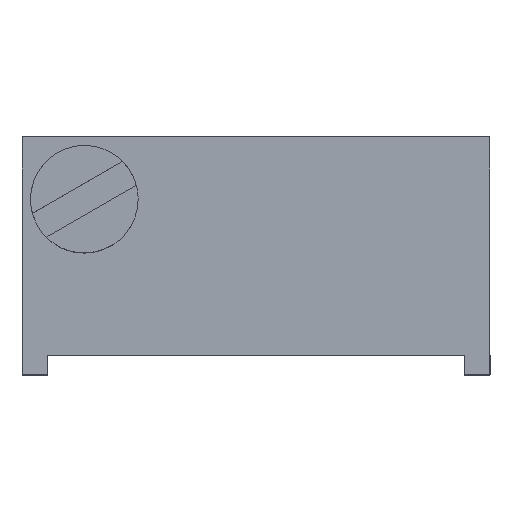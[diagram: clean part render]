
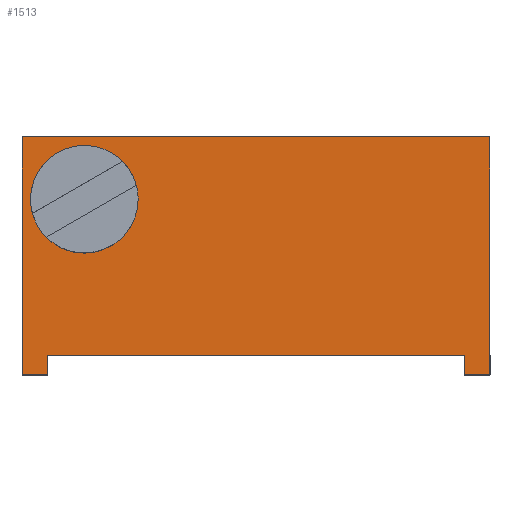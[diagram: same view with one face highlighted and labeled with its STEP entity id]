
A CAD part, top view. The second image highlights one B-rep face of the part: STEP entity #1513.
In plain terms, the highlighted planar face has unit normal (0, 0, 1).
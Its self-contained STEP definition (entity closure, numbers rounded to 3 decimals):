
#70 = VERTEX_POINT('',#71);
#71 = CARTESIAN_POINT('',(0.,0.,10.03));
#111 = VERTEX_POINT('',#112);
#112 = CARTESIAN_POINT('',(9.53,0.,10.03));
#118 = EDGE_CURVE('',#111,#70,#119,.T.);
#119 = LINE('',#120,#121);
#120 = CARTESIAN_POINT('',(9.53,0.,10.03));
#121 = VECTOR('',#122,1.);
#122 = DIRECTION('',(-1.,0.,0.));
#1469 = EDGE_CURVE('',#70,#1470,#1472,.T.);
#1470 = VERTEX_POINT('',#1471);
#1471 = CARTESIAN_POINT('',(0.,-4.83,10.03));
#1472 = LINE('',#1473,#1474);
#1473 = CARTESIAN_POINT('',(0.,0.,10.03));
#1474 = VECTOR('',#1475,1.);
#1475 = DIRECTION('',(0.,-1.,0.));
#1513 = ADVANCED_FACE('',(#1514),#1564,.F.);
#1514 = FACE_BOUND('',#1515,.F.);
#1515 = EDGE_LOOP('',(#1516,#1517,#1525,#1533,#1541,#1549,#1557,#1563));
#1516 = ORIENTED_EDGE('',*,*,#118,.F.);
#1517 = ORIENTED_EDGE('',*,*,#1518,.T.);
#1518 = EDGE_CURVE('',#111,#1519,#1521,.T.);
#1519 = VERTEX_POINT('',#1520);
#1520 = CARTESIAN_POINT('',(9.53,-4.83,10.03));
#1521 = LINE('',#1522,#1523);
#1522 = CARTESIAN_POINT('',(9.53,0.,10.03));
#1523 = VECTOR('',#1524,1.);
#1524 = DIRECTION('',(0.,-1.,0.));
#1525 = ORIENTED_EDGE('',*,*,#1526,.T.);
#1526 = EDGE_CURVE('',#1519,#1527,#1529,.T.);
#1527 = VERTEX_POINT('',#1528);
#1528 = CARTESIAN_POINT('',(9.02,-4.83,10.03));
#1529 = LINE('',#1530,#1531);
#1530 = CARTESIAN_POINT('',(9.53,-4.83,10.03));
#1531 = VECTOR('',#1532,1.);
#1532 = DIRECTION('',(-1.,0.,0.));
#1533 = ORIENTED_EDGE('',*,*,#1534,.T.);
#1534 = EDGE_CURVE('',#1527,#1535,#1537,.T.);
#1535 = VERTEX_POINT('',#1536);
#1536 = CARTESIAN_POINT('',(9.02,-4.44,10.03));
#1537 = LINE('',#1538,#1539);
#1538 = CARTESIAN_POINT('',(9.02,-4.83,10.03));
#1539 = VECTOR('',#1540,1.);
#1540 = DIRECTION('',(0.,1.,0.));
#1541 = ORIENTED_EDGE('',*,*,#1542,.F.);
#1542 = EDGE_CURVE('',#1543,#1535,#1545,.T.);
#1543 = VERTEX_POINT('',#1544);
#1544 = CARTESIAN_POINT('',(0.51,-4.44,10.03));
#1545 = LINE('',#1546,#1547);
#1546 = CARTESIAN_POINT('',(0.51,-4.44,10.03));
#1547 = VECTOR('',#1548,1.);
#1548 = DIRECTION('',(1.,0.,0.));
#1549 = ORIENTED_EDGE('',*,*,#1550,.F.);
#1550 = EDGE_CURVE('',#1551,#1543,#1553,.T.);
#1551 = VERTEX_POINT('',#1552);
#1552 = CARTESIAN_POINT('',(0.51,-4.83,10.03));
#1553 = LINE('',#1554,#1555);
#1554 = CARTESIAN_POINT('',(0.51,-4.83,10.03));
#1555 = VECTOR('',#1556,1.);
#1556 = DIRECTION('',(0.,1.,0.));
#1557 = ORIENTED_EDGE('',*,*,#1558,.T.);
#1558 = EDGE_CURVE('',#1551,#1470,#1559,.T.);
#1559 = LINE('',#1560,#1561);
#1560 = CARTESIAN_POINT('',(9.53,-4.83,10.03));
#1561 = VECTOR('',#1562,1.);
#1562 = DIRECTION('',(-1.,0.,0.));
#1563 = ORIENTED_EDGE('',*,*,#1469,.F.);
#1564 = PLANE('',#1565);
#1565 = AXIS2_PLACEMENT_3D('',#1566,#1567,#1568);
#1566 = CARTESIAN_POINT('',(9.53,0.,10.03));
#1567 = DIRECTION('',(0.,0.,-1.));
#1568 = DIRECTION('',(-1.,0.,0.));
